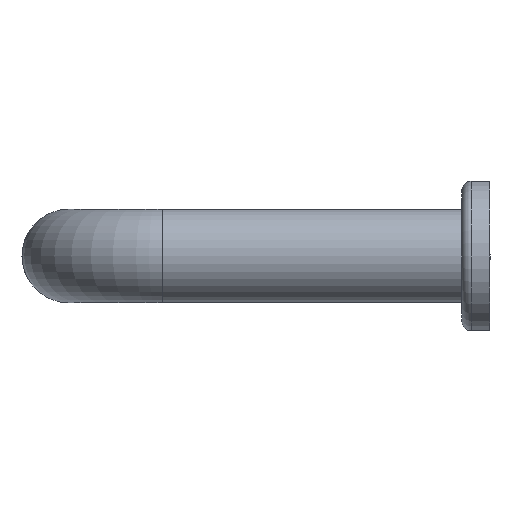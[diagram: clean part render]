
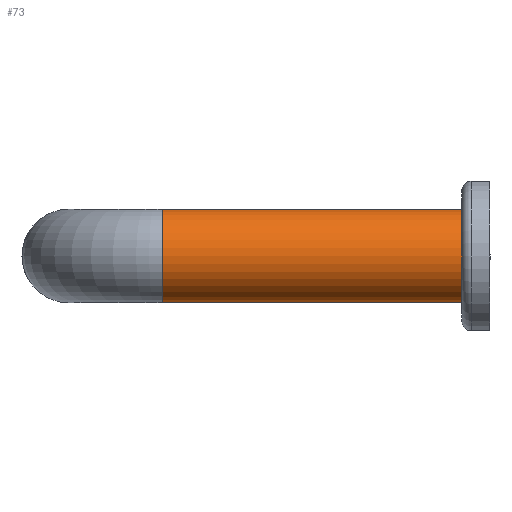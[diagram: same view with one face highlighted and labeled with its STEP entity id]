
A CAD part, left-side view. The second image highlights one B-rep face of the part: STEP entity #73.
In plain terms, the highlighted cylindrical face has radius 2.5 mm (diameter 5 mm), a full revolution.
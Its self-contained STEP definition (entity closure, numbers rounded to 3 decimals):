
#73 = ADVANCED_FACE( '', ( #164, #165 ), #166, .T. );
#164 = FACE_OUTER_BOUND( '', #271, .T. );
#165 = FACE_OUTER_BOUND( '', #272, .T. );
#166 = CYLINDRICAL_SURFACE( '', #273, 2.5 );
#271 = EDGE_LOOP( '', ( #396 ) );
#272 = EDGE_LOOP( '', ( #397 ) );
#273 = AXIS2_PLACEMENT_3D( '', #398, #399, #400 );
#396 = ORIENTED_EDGE( '', *, *, #504, .F. );
#397 = ORIENTED_EDGE( '', *, *, #492, .T. );
#398 = CARTESIAN_POINT( '', ( 2.5, 0., 0. ) );
#399 = DIRECTION( '', ( 0., 1., 0. ) );
#400 = DIRECTION( '', ( 0., 0., -1. ) );
#492 = EDGE_CURVE( '', #553, #553, #554, .T. );
#504 = EDGE_CURVE( '', #571, #571, #572, .T. );
#553 = VERTEX_POINT( '', #626 );
#554 = CIRCLE( '', #627, 2.5 );
#571 = VERTEX_POINT( '', #644 );
#572 = CIRCLE( '', #645, 2.5 );
#626 = CARTESIAN_POINT( '', ( 2.5, 17.5, -2.5 ) );
#627 = AXIS2_PLACEMENT_3D( '', #703, #704, #705 );
#644 = CARTESIAN_POINT( '', ( 2.5, 1.5, -2.5 ) );
#645 = AXIS2_PLACEMENT_3D( '', #721, #722, #723 );
#703 = CARTESIAN_POINT( '', ( 2.5, 17.5, 0. ) );
#704 = DIRECTION( '', ( 0., -1., 0. ) );
#705 = DIRECTION( '', ( 0., 0., -1. ) );
#721 = CARTESIAN_POINT( '', ( 2.5, 1.5, 0. ) );
#722 = DIRECTION( '', ( 0., -1., 0. ) );
#723 = DIRECTION( '', ( 0., 0., -1. ) );
